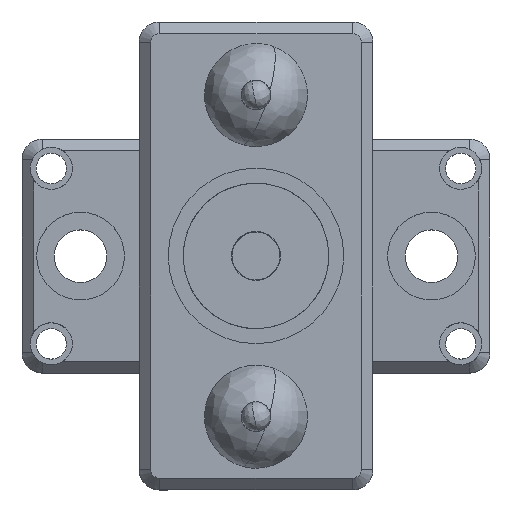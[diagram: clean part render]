
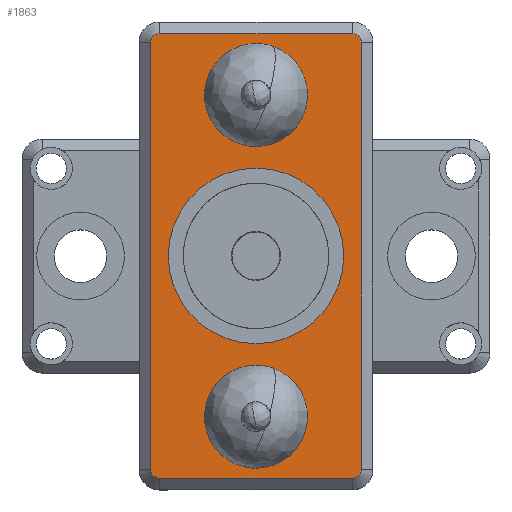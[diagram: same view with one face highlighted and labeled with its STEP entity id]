
A CAD part, top view. The second image highlights one B-rep face of the part: STEP entity #1863.
In plain terms, the highlighted planar face has unit normal (0, 0, 1).
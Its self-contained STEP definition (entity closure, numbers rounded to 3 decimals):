
#144 = CARTESIAN_POINT ( 'NONE',  ( -18., -20., 30.8 ) ) ;
#156 = DIRECTION ( 'NONE',  ( 0., 1., 0. ) ) ;
#163 = DIRECTION ( 'NONE',  ( 0., -1., 0. ) ) ;
#180 = CARTESIAN_POINT ( 'NONE',  ( 18., 20., 30.8 ) ) ;
#181 = CARTESIAN_POINT ( 'NONE',  ( 16.5, 36.5, 30.8 ) ) ;
#182 = DIRECTION ( 'NONE',  ( 0., 0., -1. ) ) ;
#183 = DIRECTION ( 'NONE',  ( 0., 1., 0. ) ) ;
#186 = CARTESIAN_POINT ( 'NONE',  ( -10., 38., 30.8 ) ) ;
#193 = DIRECTION ( 'NONE',  ( 1., 0., 0. ) ) ;
#199 = CARTESIAN_POINT ( 'NONE',  ( -16.5, -36.5, 30.8 ) ) ;
#200 = DIRECTION ( 'NONE',  ( 0., 0., -1. ) ) ;
#201 = DIRECTION ( 'NONE',  ( 0., 1., 0. ) ) ;
#211 = CARTESIAN_POINT ( 'NONE',  ( 0., 27.5, 30.8 ) ) ;
#212 = DIRECTION ( 'NONE',  ( 0., 0., -1. ) ) ;
#213 = DIRECTION ( 'NONE',  ( 0., -1., 0. ) ) ;
#215 = CARTESIAN_POINT ( 'NONE',  ( -16.5, 36.5, 30.8 ) ) ;
#216 = DIRECTION ( 'NONE',  ( 0., 0., -1. ) ) ;
#217 = DIRECTION ( 'NONE',  ( 0., 1., 0. ) ) ;
#587 = VERTEX_POINT ( 'NONE', #4574 ) ;
#1386 = VERTEX_POINT ( 'NONE', #2616 ) ;
#1396 = VERTEX_POINT ( 'NONE', #2628 ) ;
#1424 = VERTEX_POINT ( 'NONE', #6176 ) ;
#1468 = CARTESIAN_POINT ( 'NONE',  ( 18., 36.5, 30.8 ) ) ;
#1472 = CARTESIAN_POINT ( 'NONE',  ( 16.5, 38., 30.8 ) ) ;
#1482 = CARTESIAN_POINT ( 'NONE',  ( -18., -36.5, 30.8 ) ) ;
#1485 = CARTESIAN_POINT ( 'NONE',  ( 0., -31.25, 30.8 ) ) ;
#1488 = CARTESIAN_POINT ( 'NONE',  ( 0., 15., 30.8 ) ) ;
#1489 = CARTESIAN_POINT ( 'NONE',  ( 16.5, -38., 30.8 ) ) ;
#1498 = CARTESIAN_POINT ( 'NONE',  ( -16.5, -38., 30.8 ) ) ;
#1863 = ADVANCED_FACE ( 'NONE', ( #2157, #2161, #2158, #2156 ), #3254, .T. ) ;
#2156 = FACE_BOUND ( 'NONE', #6903, .T. ) ;
#2157 = FACE_OUTER_BOUND ( 'NONE', #6873, .T. ) ;
#2158 = FACE_BOUND ( 'NONE', #6866, .T. ) ;
#2161 = FACE_BOUND ( 'NONE', #6885, .T. ) ;
#2377 = AXIS2_PLACEMENT_3D ( 'NONE', #3263, #3264, #3265 ) ;
#2389 = VERTEX_POINT ( 'NONE', #4744 ) ;
#2499 = AXIS2_PLACEMENT_3D ( 'NONE', #5606, #5608, #5610 ) ;
#2502 = AXIS2_PLACEMENT_3D ( 'NONE', #5550, #5552, #5554 ) ;
#2503 = AXIS2_PLACEMENT_3D ( 'NONE', #5631, #5633, #5635 ) ;
#2520 = AXIS2_PLACEMENT_3D ( 'NONE', #5589, #5591, #5593 ) ;
#2550 = AXIS2_PLACEMENT_3D ( 'NONE', #5377, #5379, #5381 ) ;
#2554 = AXIS2_PLACEMENT_3D ( 'NONE', #5655, #5657, #5659 ) ;
#2579 = VERTEX_POINT ( 'NONE', #4760 ) ;
#2616 = CARTESIAN_POINT ( 'NONE',  ( 18., -36.5, 30.8 ) ) ;
#2628 = CARTESIAN_POINT ( 'NONE',  ( -18., 36.5, 30.8 ) ) ;
#3254 = PLANE ( 'NONE',  #2377 ) ;
#3263 = CARTESIAN_POINT ( 'NONE',  ( 0., 0., 30.8 ) ) ;
#3264 = DIRECTION ( 'NONE',  ( 0., 0., 1. ) ) ;
#3265 = DIRECTION ( 'NONE',  ( 0., -1., 0. ) ) ;
#3562 = CIRCLE ( 'NONE', #2550, 3.75 ) ;
#3568 = CIRCLE ( 'NONE', #2502, 3.75 ) ;
#3579 = CIRCLE ( 'NONE', #2520, 15. ) ;
#3584 = CIRCLE ( 'NONE', #2499, 15. ) ;
#3587 = CIRCLE ( 'NONE', #2503, 3.75 ) ;
#3589 = CIRCLE ( 'NONE', #2554, 1.5 ) ;
#3592 = LINE ( 'NONE', #5665, #3595 ) ;
#3595 = VECTOR ( 'NONE', #5668, 1000. ) ;
#4258 = VERTEX_POINT ( 'NONE', #1468 ) ;
#4264 = VERTEX_POINT ( 'NONE', #1472 ) ;
#4285 = VERTEX_POINT ( 'NONE', #1482 ) ;
#4289 = VERTEX_POINT ( 'NONE', #1485 ) ;
#4293 = VERTEX_POINT ( 'NONE', #1489 ) ;
#4299 = VERTEX_POINT ( 'NONE', #1488 ) ;
#4574 = CARTESIAN_POINT ( 'NONE',  ( 0., -23.75, 30.8 ) ) ;
#4622 = VERTEX_POINT ( 'NONE', #1498 ) ;
#4744 = CARTESIAN_POINT ( 'NONE',  ( 0., 31.25, 30.8 ) ) ;
#4760 = CARTESIAN_POINT ( 'NONE',  ( 0., 23.75, 30.8 ) ) ;
#4883 = ORIENTED_EDGE ( 'NONE', *, *, #8085, .F. ) ;
#4898 = ORIENTED_EDGE ( 'NONE', *, *, #6460, .F. ) ;
#4899 = ORIENTED_EDGE ( 'NONE', *, *, #6452, .F. ) ;
#4905 = ORIENTED_EDGE ( 'NONE', *, *, #8072, .T. ) ;
#4918 = ORIENTED_EDGE ( 'NONE', *, *, #8078, .T. ) ;
#4919 = ORIENTED_EDGE ( 'NONE', *, *, #6448, .F. ) ;
#4920 = ORIENTED_EDGE ( 'NONE', *, *, #6459, .T. ) ;
#4923 = ORIENTED_EDGE ( 'NONE', *, *, #8075, .T. ) ;
#4943 = ORIENTED_EDGE ( 'NONE', *, *, #6440, .F. ) ;
#4946 = ORIENTED_EDGE ( 'NONE', *, *, #8082, .F. ) ;
#4948 = ORIENTED_EDGE ( 'NONE', *, *, #6447, .F. ) ;
#4951 = ORIENTED_EDGE ( 'NONE', *, *, #8065, .T. ) ;
#4952 = ORIENTED_EDGE ( 'NONE', *, *, #6450, .F. ) ;
#4966 = ORIENTED_EDGE ( 'NONE', *, *, #8059, .T. ) ;
#5295 = LINE ( 'NONE', #180, #5310 ) ;
#5302 = CIRCLE ( 'NONE', #6713, 1.5 ) ;
#5308 = LINE ( 'NONE', #186, #5315 ) ;
#5310 = VECTOR ( 'NONE', #163, 1000. ) ;
#5315 = VECTOR ( 'NONE', #193, 1000. ) ;
#5317 = CIRCLE ( 'NONE', #6712, 1.5 ) ;
#5332 = CIRCLE ( 'NONE', #6709, 1.5 ) ;
#5339 = CIRCLE ( 'NONE', #6710, 3.75 ) ;
#5377 = CARTESIAN_POINT ( 'NONE',  ( 0., 27.5, 30.8 ) ) ;
#5379 = DIRECTION ( 'NONE',  ( 0., 0., -1. ) ) ;
#5381 = DIRECTION ( 'NONE',  ( 0., -1., 0. ) ) ;
#5550 = CARTESIAN_POINT ( 'NONE',  ( 0., -27.5, 30.8 ) ) ;
#5552 = DIRECTION ( 'NONE',  ( 0., 0., -1. ) ) ;
#5554 = DIRECTION ( 'NONE',  ( 0., -1., 0. ) ) ;
#5589 = CARTESIAN_POINT ( 'NONE',  ( 0., 0., 30.8 ) ) ;
#5591 = DIRECTION ( 'NONE',  ( 0., 0., -1. ) ) ;
#5593 = DIRECTION ( 'NONE',  ( 0., -1., 0. ) ) ;
#5606 = CARTESIAN_POINT ( 'NONE',  ( 0., 0., 30.8 ) ) ;
#5608 = DIRECTION ( 'NONE',  ( 0., 0., -1. ) ) ;
#5610 = DIRECTION ( 'NONE',  ( 0., -1., 0. ) ) ;
#5631 = CARTESIAN_POINT ( 'NONE',  ( 0., -27.5, 30.8 ) ) ;
#5633 = DIRECTION ( 'NONE',  ( 0., 0., -1. ) ) ;
#5635 = DIRECTION ( 'NONE',  ( 0., -1., 0. ) ) ;
#5655 = CARTESIAN_POINT ( 'NONE',  ( 16.5, -36.5, 30.8 ) ) ;
#5657 = DIRECTION ( 'NONE',  ( 0., 0., -1. ) ) ;
#5659 = DIRECTION ( 'NONE',  ( 0., 1., 0. ) ) ;
#5665 = CARTESIAN_POINT ( 'NONE',  ( 10., -38., 30.8 ) ) ;
#5668 = DIRECTION ( 'NONE',  ( -1., 0., 0. ) ) ;
#6176 = CARTESIAN_POINT ( 'NONE',  ( -16.5, 38., 30.8 ) ) ;
#6440 = EDGE_CURVE ( 'NONE', #4285, #1396, #6838, .T. ) ;
#6447 = EDGE_CURVE ( 'NONE', #4264, #4258, #5302, .T. ) ;
#6448 = EDGE_CURVE ( 'NONE', #4258, #1386, #5295, .T. ) ;
#6450 = EDGE_CURVE ( 'NONE', #1424, #4264, #5308, .T. ) ;
#6452 = EDGE_CURVE ( 'NONE', #4622, #4285, #5317, .T. ) ;
#6459 = EDGE_CURVE ( 'NONE', #2389, #2579, #5339, .T. ) ;
#6460 = EDGE_CURVE ( 'NONE', #1396, #1424, #5332, .T. ) ;
#6508 = VERTEX_POINT ( 'NONE', #7109 ) ;
#6709 = AXIS2_PLACEMENT_3D ( 'NONE', #215, #216, #217 ) ;
#6710 = AXIS2_PLACEMENT_3D ( 'NONE', #211, #212, #213 ) ;
#6712 = AXIS2_PLACEMENT_3D ( 'NONE', #199, #200, #201 ) ;
#6713 = AXIS2_PLACEMENT_3D ( 'NONE', #181, #182, #183 ) ;
#6837 = VECTOR ( 'NONE', #156, 1000. ) ;
#6838 = LINE ( 'NONE', #144, #6837 ) ;
#6866 = EDGE_LOOP ( 'NONE', ( #4951, #4918 ) ) ;
#6873 = EDGE_LOOP ( 'NONE', ( #4952, #4898, #4943, #4899, #4883, #4946, #4919, #4948 ) ) ;
#6885 = EDGE_LOOP ( 'NONE', ( #4966, #4920 ) ) ;
#6903 = EDGE_LOOP ( 'NONE', ( #4905, #4923 ) ) ;
#7109 = CARTESIAN_POINT ( 'NONE',  ( 0., -15., 30.8 ) ) ;
#8059 = EDGE_CURVE ( 'NONE', #2579, #2389, #3562, .T. ) ;
#8065 = EDGE_CURVE ( 'NONE', #4289, #587, #3568, .T. ) ;
#8072 = EDGE_CURVE ( 'NONE', #6508, #4299, #3579, .T. ) ;
#8075 = EDGE_CURVE ( 'NONE', #4299, #6508, #3584, .T. ) ;
#8078 = EDGE_CURVE ( 'NONE', #587, #4289, #3587, .T. ) ;
#8082 = EDGE_CURVE ( 'NONE', #1386, #4293, #3589, .T. ) ;
#8085 = EDGE_CURVE ( 'NONE', #4293, #4622, #3592, .T. ) ;
